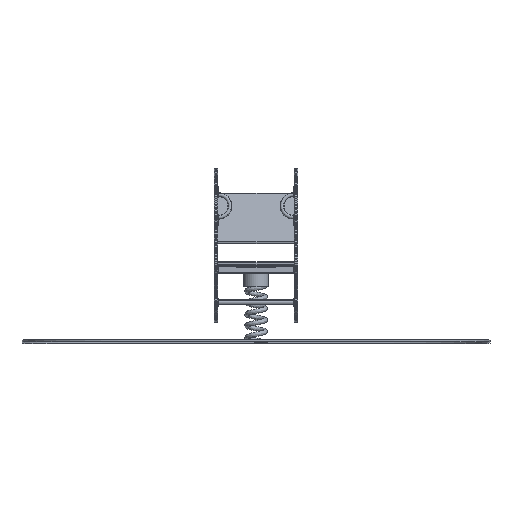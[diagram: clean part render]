
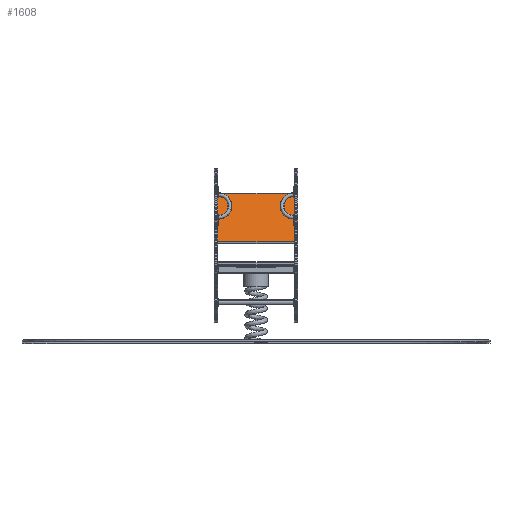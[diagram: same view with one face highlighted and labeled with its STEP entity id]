
A CAD part, top view. The second image highlights one B-rep face of the part: STEP entity #1608.
In plain terms, the highlighted face is planar.
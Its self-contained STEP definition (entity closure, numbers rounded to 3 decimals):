
#1608=ADVANCED_FACE('',(#2167),#2169,.T.);
#2167=FACE_BOUND('',#2168,.T.);
#2168=EDGE_LOOP('',(#15562,#15563,#15564,#15565));
#2169=PLANE('',#2170);
#2170=AXIS2_PLACEMENT_3D('',#2171,#2172,#2173);
#2171=CARTESIAN_POINT('',(0.,0.,0.));
#2172=DIRECTION('',(0.,0.,1.));
#2173=DIRECTION('',(1.,0.,0.));
#15562=ORIENTED_EDGE('',*,*,#16250,.T.);
#15563=ORIENTED_EDGE('',*,*,#16237,.T.);
#15564=ORIENTED_EDGE('',*,*,#16251,.T.);
#15565=ORIENTED_EDGE('',*,*,#16242,.T.);
#16237=EDGE_CURVE('',#16616,#16628,#16630,.T.);
#16242=EDGE_CURVE('',#16639,#16636,#16640,.T.);
#16250=EDGE_CURVE('',#16636,#16616,#16651,.T.);
#16251=EDGE_CURVE('',#16628,#16639,#16652,.T.);
#16616=VERTEX_POINT('',#17337);
#16628=VERTEX_POINT('',#17364);
#16630=LINE('',#17369,#17370);
#16636=VERTEX_POINT('',#17383);
#16639=VERTEX_POINT('',#17389);
#16640=LINE('',#17390,#17391);
#16651=LINE('',#17420,#17421);
#16652=LINE('',#17423,#17424);
#17337=CARTESIAN_POINT('',(420.,5.,0.));
#17364=CARTESIAN_POINT('',(420.,265.,0.));
#17369=CARTESIAN_POINT('',(420.,5.,0.));
#17370=VECTOR('',#17371,1.);
#17371=DIRECTION('',(0.,1.,0.));
#17383=CARTESIAN_POINT('',(0.,5.,0.));
#17389=CARTESIAN_POINT('',(0.,265.,0.));
#17390=CARTESIAN_POINT('',(0.,265.,0.));
#17391=VECTOR('',#17392,1.);
#17392=DIRECTION('',(0.,-1.,0.));
#17420=CARTESIAN_POINT('',(0.,5.,0.));
#17421=VECTOR('',#17422,1.);
#17422=DIRECTION('',(1.,0.,0.));
#17423=CARTESIAN_POINT('',(420.,265.,0.));
#17424=VECTOR('',#17425,1.);
#17425=DIRECTION('',(-1.,0.,0.));
